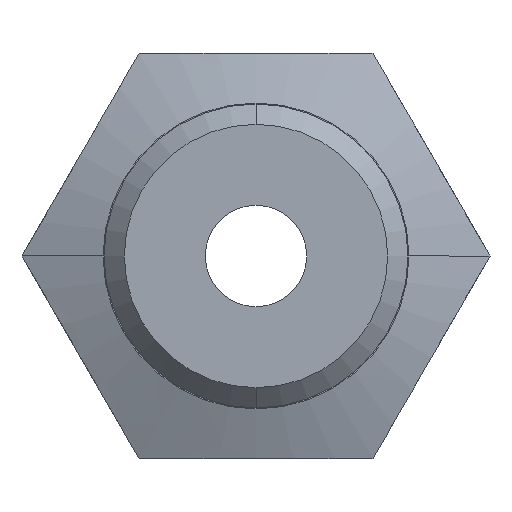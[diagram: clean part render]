
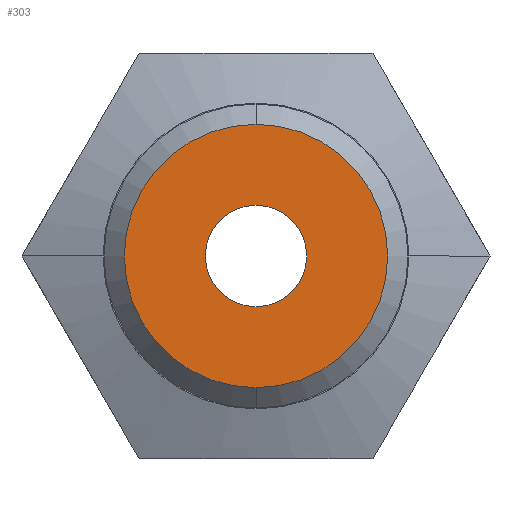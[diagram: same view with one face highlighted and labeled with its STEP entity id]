
A CAD part, front view. The second image highlights one B-rep face of the part: STEP entity #303.
In plain terms, the highlighted planar face has unit normal (0, -1, 0).
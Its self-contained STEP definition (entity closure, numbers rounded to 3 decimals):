
#1 = DIRECTION ( 'NONE',  ( 0., -1., 0. ) ) ;
#39 = CARTESIAN_POINT ( 'NONE',  ( 0., 0., 0. ) ) ;
#48 = EDGE_CURVE ( 'NONE', #668, #572, #131, .T. ) ;
#83 = ORIENTED_EDGE ( 'NONE', *, *, #48, .F. ) ;
#91 = DIRECTION ( 'NONE',  ( 0., -1., 0. ) ) ;
#126 = DIRECTION ( 'NONE',  ( 0., -1., 0. ) ) ;
#129 = FACE_OUTER_BOUND ( 'NONE', #469, .T. ) ;
#131 = CIRCLE ( 'NONE', #394, 0.5 ) ;
#163 = EDGE_CURVE ( 'NONE', #371, #581, #328, .T. ) ;
#210 = DIRECTION ( 'NONE',  ( 0., 0., -1. ) ) ;
#213 = CARTESIAN_POINT ( 'NONE',  ( 0., 0., 0. ) ) ;
#237 = AXIS2_PLACEMENT_3D ( 'NONE', #633, #126, #680 ) ;
#258 = PLANE ( 'NONE',  #600 ) ;
#292 = EDGE_CURVE ( 'NONE', #572, #668, #305, .T. ) ;
#298 = ORIENTED_EDGE ( 'NONE', *, *, #730, .T. ) ;
#303 = ADVANCED_FACE ( 'NONE', ( #129, #559 ), #258, .F. ) ;
#305 = CIRCLE ( 'NONE', #399, 0.5 ) ;
#328 = CIRCLE ( 'NONE', #237, 1.3 ) ;
#345 = CIRCLE ( 'NONE', #692, 1.3 ) ;
#348 = CARTESIAN_POINT ( 'NONE',  ( 0., 0., 0. ) ) ;
#349 = CARTESIAN_POINT ( 'NONE',  ( 0., 0., 1.3 ) ) ;
#371 = VERTEX_POINT ( 'NONE', #518 ) ;
#394 = AXIS2_PLACEMENT_3D ( 'NONE', #348, #1, #400 ) ;
#399 = AXIS2_PLACEMENT_3D ( 'NONE', #213, #91, #210 ) ;
#400 = DIRECTION ( 'NONE',  ( 0., 0., -1. ) ) ;
#415 = ORIENTED_EDGE ( 'NONE', *, *, #292, .F. ) ;
#469 = EDGE_LOOP ( 'NONE', ( #298, #708 ) ) ;
#487 = CARTESIAN_POINT ( 'NONE',  ( 0., 0., -0.5 ) ) ;
#508 = CARTESIAN_POINT ( 'NONE',  ( 0., 0., 0.5 ) ) ;
#518 = CARTESIAN_POINT ( 'NONE',  ( 0., 0., -1.3 ) ) ;
#559 = FACE_BOUND ( 'NONE', #611, .T. ) ;
#561 = DIRECTION ( 'NONE',  ( 0., 0., 1. ) ) ;
#572 = VERTEX_POINT ( 'NONE', #508 ) ;
#581 = VERTEX_POINT ( 'NONE', #349 ) ;
#600 = AXIS2_PLACEMENT_3D ( 'NONE', #39, #657, #602 ) ;
#602 = DIRECTION ( 'NONE',  ( 0., 0., 1. ) ) ;
#611 = EDGE_LOOP ( 'NONE', ( #83, #415 ) ) ;
#633 = CARTESIAN_POINT ( 'NONE',  ( 0., 0., 0. ) ) ;
#657 = DIRECTION ( 'NONE',  ( 0., 1., 0. ) ) ;
#664 = DIRECTION ( 'NONE',  ( 0., -1., 0. ) ) ;
#668 = VERTEX_POINT ( 'NONE', #487 ) ;
#680 = DIRECTION ( 'NONE',  ( 0., 0., 1. ) ) ;
#685 = CARTESIAN_POINT ( 'NONE',  ( 0., 0., 0. ) ) ;
#692 = AXIS2_PLACEMENT_3D ( 'NONE', #685, #664, #561 ) ;
#708 = ORIENTED_EDGE ( 'NONE', *, *, #163, .T. ) ;
#730 = EDGE_CURVE ( 'NONE', #581, #371, #345, .T. ) ;
